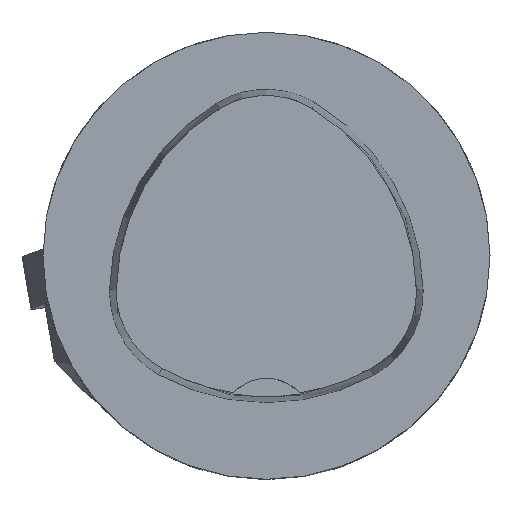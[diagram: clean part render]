
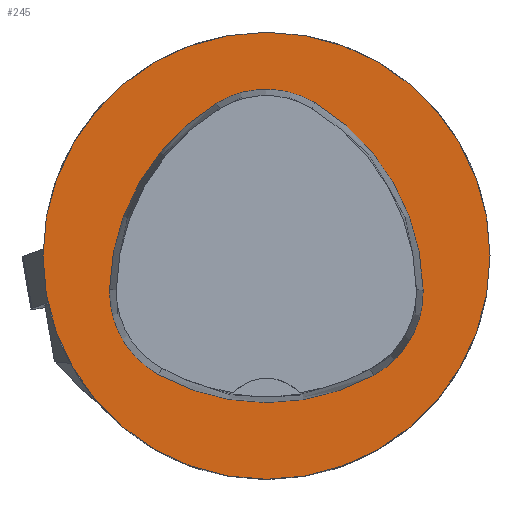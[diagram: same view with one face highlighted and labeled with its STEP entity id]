
A CAD part, top view. The second image highlights one B-rep face of the part: STEP entity #245.
In plain terms, the highlighted planar face has unit normal (0, 0, 1).
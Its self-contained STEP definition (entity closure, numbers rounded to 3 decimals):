
#245=ADVANCED_FACE('',(#509,#510),#304,.T.);
#304=PLANE('',#1474);
#509=FACE_BOUND('',#557,.T.);
#510=FACE_BOUND('',#558,.T.);
#557=EDGE_LOOP('',(#781,#782,#783,#784,#785,#786));
#558=EDGE_LOOP('',(#787));
#781=ORIENTED_EDGE('',*,*,#1193,.T.);
#782=ORIENTED_EDGE('',*,*,#1173,.T.);
#783=ORIENTED_EDGE('',*,*,#1177,.T.);
#784=ORIENTED_EDGE('',*,*,#1180,.T.);
#785=ORIENTED_EDGE('',*,*,#1183,.T.);
#786=ORIENTED_EDGE('',*,*,#1191,.T.);
#787=ORIENTED_EDGE('',*,*,#1196,.F.);
#1035=VERTEX_POINT('',#2304);
#1036=VERTEX_POINT('',#2305);
#1039=VERTEX_POINT('',#2313);
#1041=VERTEX_POINT('',#2319);
#1043=VERTEX_POINT('',#2325);
#1050=VERTEX_POINT('',#2346);
#1051=VERTEX_POINT('',#2356);
#1173=EDGE_CURVE('',#1035,#1036,#1283,.T.);
#1177=EDGE_CURVE('',#1036,#1039,#1285,.T.);
#1180=EDGE_CURVE('',#1039,#1041,#1287,.T.);
#1183=EDGE_CURVE('',#1041,#1043,#1289,.T.);
#1191=EDGE_CURVE('',#1043,#1050,#1293,.T.);
#1193=EDGE_CURVE('',#1050,#1035,#1295,.T.);
#1196=EDGE_CURVE('',#1051,#1051,#1298,.T.);
#1283=CIRCLE('',#1451,20.);
#1285=CIRCLE('',#1454,8.5);
#1287=CIRCLE('',#1457,20.);
#1289=CIRCLE('',#1460,8.5);
#1293=CIRCLE('',#1465,20.);
#1295=CIRCLE('',#1468,8.5);
#1298=CIRCLE('',#1473,20.);
#1451=AXIS2_PLACEMENT_3D('',#2303,#1718,#1719);
#1454=AXIS2_PLACEMENT_3D('',#2312,#1726,#1727);
#1457=AXIS2_PLACEMENT_3D('',#2318,#1733,#1734);
#1460=AXIS2_PLACEMENT_3D('',#2324,#1740,#1741);
#1465=AXIS2_PLACEMENT_3D('',#2347,#1752,#1753);
#1468=AXIS2_PLACEMENT_3D('',#2350,#1758,#1759);
#1473=AXIS2_PLACEMENT_3D('',#2355,#1768,#1769);
#1474=AXIS2_PLACEMENT_3D('',#2357,#1770,#1771);
#1718=DIRECTION('',(0.,0.,-1.));
#1719=DIRECTION('',(-1.,0.,0.));
#1726=DIRECTION('',(0.,0.,-1.));
#1727=DIRECTION('',(-1.,0.,0.));
#1733=DIRECTION('',(0.,0.,-1.));
#1734=DIRECTION('',(-1.,0.,0.));
#1740=DIRECTION('',(0.,0.,-1.));
#1741=DIRECTION('',(-1.,0.,0.));
#1752=DIRECTION('',(0.,0.,-1.));
#1753=DIRECTION('',(-1.,0.,0.));
#1758=DIRECTION('',(0.,0.,-1.));
#1759=DIRECTION('',(-1.,0.,0.));
#1768=DIRECTION('',(0.,0.,-1.));
#1769=DIRECTION('',(-1.,0.,0.));
#1770=DIRECTION('',(0.,0.,1.));
#1771=DIRECTION('',(1.,0.,0.));
#2303=CARTESIAN_POINT('',(5.955,-3.414,0.));
#2304=CARTESIAN_POINT('',(-14.041,-3.042,0.));
#2305=CARTESIAN_POINT('',(-4.472,13.653,0.));
#2312=CARTESIAN_POINT('',(-0.04,6.4,0.));
#2313=CARTESIAN_POINT('',(4.347,13.68,0.));
#2318=CARTESIAN_POINT('',(-5.976,-3.45,0.));
#2319=CARTESIAN_POINT('',(14.021,-3.075,0.));
#2324=CARTESIAN_POINT('',(5.522,-3.235,0.));
#2325=CARTESIAN_POINT('',(9.588,-10.699,0.));
#2346=CARTESIAN_POINT('',(-9.655,-10.639,0.));
#2347=CARTESIAN_POINT('',(0.022,6.864,0.));
#2350=CARTESIAN_POINT('',(-5.543,-3.2,0.));
#2355=CARTESIAN_POINT('',(0.,0.,
0.));
#2356=CARTESIAN_POINT('',(-20.,0.,0.));
#2357=CARTESIAN_POINT('',(0.,0.,
0.));
